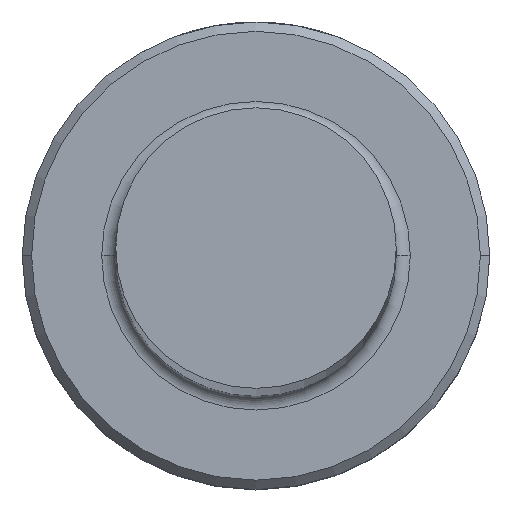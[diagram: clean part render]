
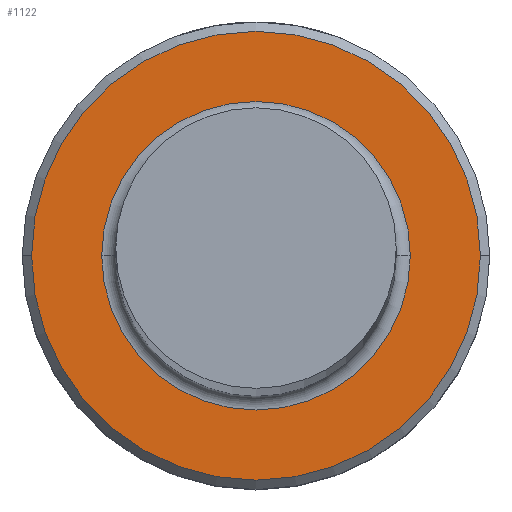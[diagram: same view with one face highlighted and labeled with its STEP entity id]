
A CAD part, top view. The second image highlights one B-rep face of the part: STEP entity #1122.
In plain terms, the highlighted planar face has unit normal (0, 0, 1).
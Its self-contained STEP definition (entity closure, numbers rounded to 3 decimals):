
#6 = DIRECTION ( 'NONE',  ( 0., 0., 1. ) ) ;
#12 = AXIS2_PLACEMENT_3D ( 'NONE', #627, #92, #720 ) ;
#40 = EDGE_CURVE ( 'NONE', #1098, #596, #476, .T. ) ;
#44 = CARTESIAN_POINT ( 'NONE',  ( 3.3, 0., 6. ) ) ;
#45 = AXIS2_PLACEMENT_3D ( 'NONE', #548, #6, #640 ) ;
#92 = DIRECTION ( 'NONE',  ( 0., 0., -1. ) ) ;
#95 = CIRCLE ( 'NONE', #1025, 3.3 ) ;
#142 = CARTESIAN_POINT ( 'NONE',  ( 0., 0., 6. ) ) ;
#247 = ORIENTED_EDGE ( 'NONE', *, *, #40, .T. ) ;
#300 = DIRECTION ( 'NONE',  ( 0., 0., -1. ) ) ;
#310 = EDGE_CURVE ( 'NONE', #404, #1079, #363, .T. ) ;
#324 = EDGE_LOOP ( 'NONE', ( #857, #247 ) ) ;
#325 = DIRECTION ( 'NONE',  ( 1., 0., 0. ) ) ;
#363 = CIRCLE ( 'NONE', #45, 4.8 ) ;
#404 = VERTEX_POINT ( 'NONE', #475 ) ;
#475 = CARTESIAN_POINT ( 'NONE',  ( 4.8, 0., 6. ) ) ;
#476 = CIRCLE ( 'NONE', #12, 3.3 ) ;
#498 = PLANE ( 'NONE',  #641 ) ;
#523 = DIRECTION ( 'NONE',  ( 0., 0., 1. ) ) ;
#548 = CARTESIAN_POINT ( 'NONE',  ( 0., 0., 6. ) ) ;
#569 = EDGE_CURVE ( 'NONE', #1079, #404, #881, .T. ) ;
#596 = VERTEX_POINT ( 'NONE', #1153 ) ;
#627 = CARTESIAN_POINT ( 'NONE',  ( 0., 0., 6. ) ) ;
#640 = DIRECTION ( 'NONE',  ( 1., 0., 0. ) ) ;
#641 = AXIS2_PLACEMENT_3D ( 'NONE', #142, #862, #325 ) ;
#683 = AXIS2_PLACEMENT_3D ( 'NONE', #1067, #523, #1148 ) ;
#720 = DIRECTION ( 'NONE',  ( -1., 0., 0. ) ) ;
#796 = ORIENTED_EDGE ( 'NONE', *, *, #310, .T. ) ;
#832 = ORIENTED_EDGE ( 'NONE', *, *, #569, .T. ) ;
#838 = CARTESIAN_POINT ( 'NONE',  ( 0., 0., 6. ) ) ;
#853 = FACE_BOUND ( 'NONE', #324, .T. ) ;
#856 = CARTESIAN_POINT ( 'NONE',  ( -4.8, 0., 6. ) ) ;
#857 = ORIENTED_EDGE ( 'NONE', *, *, #937, .T. ) ;
#862 = DIRECTION ( 'NONE',  ( 0., 0., 1. ) ) ;
#881 = CIRCLE ( 'NONE', #683, 4.8 ) ;
#926 = DIRECTION ( 'NONE',  ( -1., 0., 0. ) ) ;
#937 = EDGE_CURVE ( 'NONE', #596, #1098, #95, .T. ) ;
#1025 = AXIS2_PLACEMENT_3D ( 'NONE', #838, #300, #926 ) ;
#1067 = CARTESIAN_POINT ( 'NONE',  ( 0., 0., 6. ) ) ;
#1079 = VERTEX_POINT ( 'NONE', #856 ) ;
#1098 = VERTEX_POINT ( 'NONE', #44 ) ;
#1122 = ADVANCED_FACE ( 'NONE', ( #1134, #853 ), #498, .T. ) ;
#1134 = FACE_OUTER_BOUND ( 'NONE', #1139, .T. ) ;
#1139 = EDGE_LOOP ( 'NONE', ( #832, #796 ) ) ;
#1148 = DIRECTION ( 'NONE',  ( 1., 0., 0. ) ) ;
#1153 = CARTESIAN_POINT ( 'NONE',  ( -3.3, 0., 6. ) ) ;
